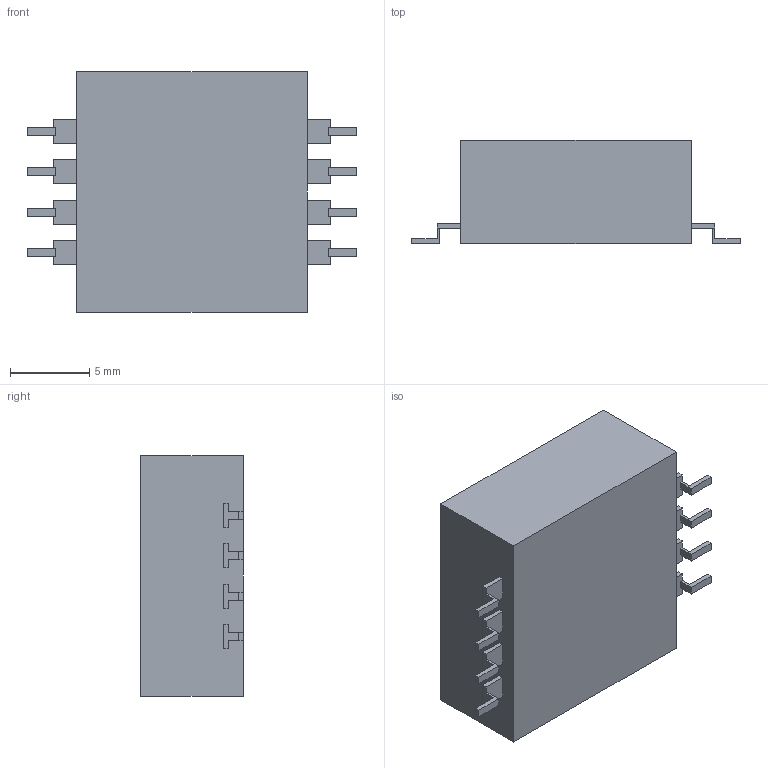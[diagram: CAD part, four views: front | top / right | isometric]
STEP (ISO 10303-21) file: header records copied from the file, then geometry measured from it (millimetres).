
FILE_DESCRIPTION (( 'STEP AP203' ), '1' );
FILE_NAME ('PE85NS4001.step', '2020-06-09T16:51:10', ( '' ), ( '' ), 'SwSTEP 2.0', 'SolidWorks 2018', '' );
FILE_SCHEMA (( 'CONFIG_CONTROL_DESIGN' ));
Length unit declared in the file: inch
Products named in the file (1): PE85NS4001
Bounding box: 20.7 x 6.48 x 15.11 mm (x, y, z)
Volume: 1425.3 mm3; surface area: 897.8 mm2
Topology: 1 solids, 1 shells, 448 faces, 1212 edges, 808 vertices
Faces by surface type: plane 314, bspline 134
Entity records: 21891 total; most frequent: CARTESIAN_POINT 11443, ORIENTED_EDGE 2424, DIRECTION 1574, EDGE_CURVE 1212, LINE 944, VECTOR 944, VERTEX_POINT 808, EDGE_LOOP 490
